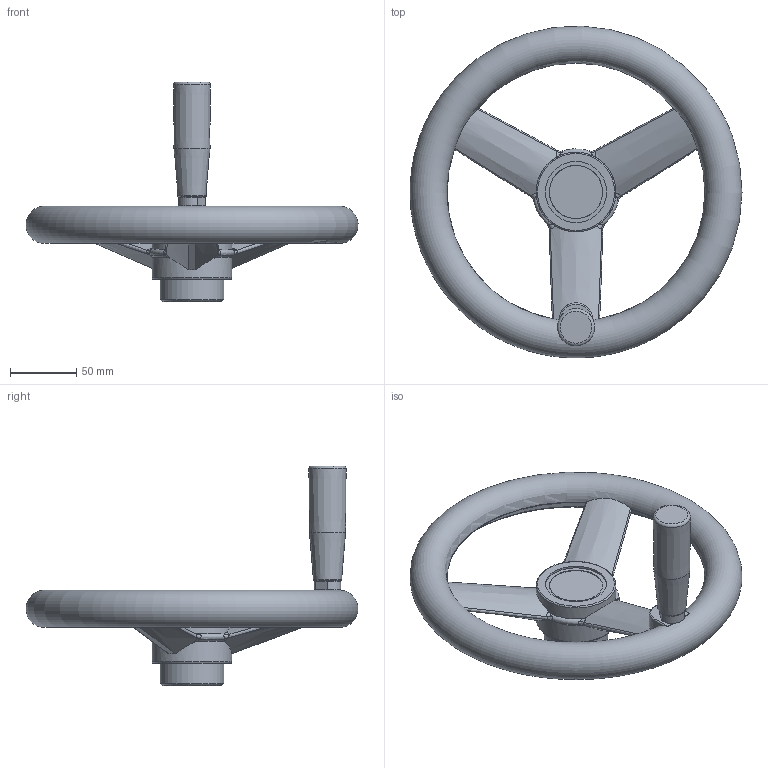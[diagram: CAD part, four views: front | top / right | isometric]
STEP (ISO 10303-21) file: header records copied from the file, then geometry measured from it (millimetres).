
FILE_DESCRIPTION( ( 'Unknown' ), '1' );
FILE_NAME( '6104030_VRA250-M.stp', 'Unknown', ( 'Unknown' ), ( 'Unknown' ), 'PSStep 10.0', 'Unknown', ' ' );
FILE_SCHEMA( ( 'automotive_design' ) );
Length unit declared in the file: millimetre
Products named in the file (1): 6104030
Bounding box: 249.91 x 249.76 x 165.44 mm (x, y, z)
Volume: 621404.5 mm3; surface area: 111187.9 mm2
Topology: 1 solids, 3 shells, 136 faces, 341 edges, 212 vertices
Faces by surface type: bspline 39, plane 37, cylinder 25, torus 18, cone 16, sphere 1
Full cylindrical faces by diameter (mm): 6 x1, 8.3 x1, 9 x1, 10 x2, 10.6 x1, 12 x1, 14 x1, 14.5 x1, 40 x1, 46 x1, 48 x1, 60 x2
Entity records: 10150 total; most frequent: CARTESIAN_POINT 6356, ORIENTED_EDGE 594, DIRECTION 457, EDGE_CURVE 297, AXIS2_PLACEMENT_3D 209, VERTEX_POINT 199, EDGE_LOOP 173, FACE_OUTER_BOUND 156
